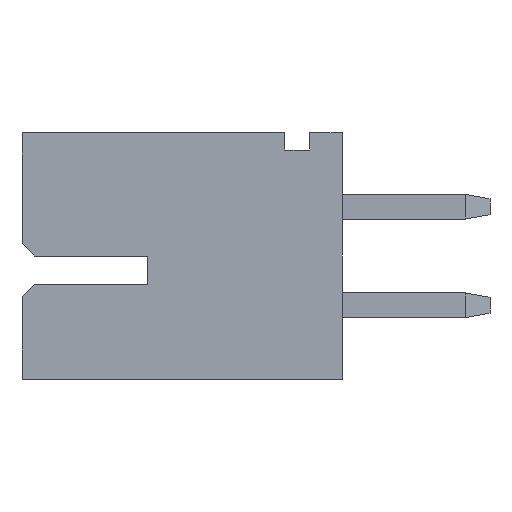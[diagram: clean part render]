
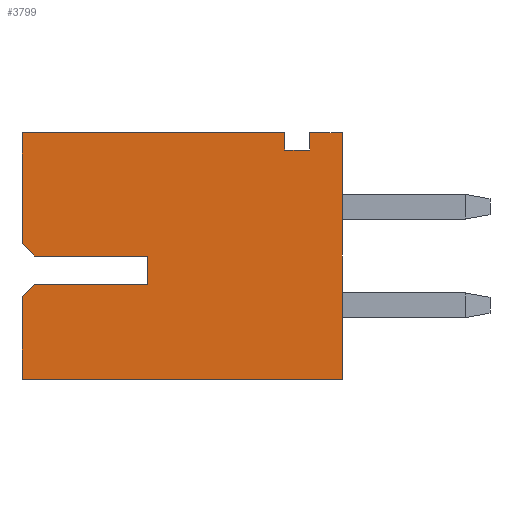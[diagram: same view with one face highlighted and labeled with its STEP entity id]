
A CAD part, left-side view. The second image highlights one B-rep face of the part: STEP entity #3799.
In plain terms, the highlighted planar face has unit normal (-1, 0, 0).
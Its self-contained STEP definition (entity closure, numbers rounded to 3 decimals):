
#21 = EDGE_CURVE ( 'NONE', #2072, #843, #1377, .T. ) ;
#57 = CARTESIAN_POINT ( 'NONE',  ( -2.95, 6.5, 2.5 ) ) ;
#129 = ORIENTED_EDGE ( 'NONE', *, *, #582, .T. ) ;
#175 = CARTESIAN_POINT ( 'NONE',  ( -2.95, 6.25, -0.577 ) ) ;
#215 = ORIENTED_EDGE ( 'NONE', *, *, #21, .T. ) ;
#224 = CARTESIAN_POINT ( 'NONE',  ( -2.95, 0.661, 2.5 ) ) ;
#235 = VECTOR ( 'NONE', #873, 1000. ) ;
#240 = DIRECTION ( 'NONE',  ( 0., 0., 1. ) ) ;
#246 = LINE ( 'NONE', #1143, #2822 ) ;
#265 = VECTOR ( 'NONE', #2782, 1000. ) ;
#370 = DIRECTION ( 'NONE',  ( 0., 0., -1. ) ) ;
#402 = DIRECTION ( 'NONE',  ( 0., -0.707, -0.707 ) ) ;
#429 = DIRECTION ( 'NONE',  ( 0., 1., 0. ) ) ;
#482 = VECTOR ( 'NONE', #370, 1000. ) ;
#508 = DIRECTION ( 'NONE',  ( 0., 0.707, -0.707 ) ) ;
#516 = CARTESIAN_POINT ( 'NONE',  ( -2.95, 0., -2.5 ) ) ;
#578 = CARTESIAN_POINT ( 'NONE',  ( -2.95, 6.5, -2.5 ) ) ;
#582 = EDGE_CURVE ( 'NONE', #1421, #2584, #2602, .T. ) ;
#661 = CARTESIAN_POINT ( 'NONE',  ( -2.95, 1.168, 2.5 ) ) ;
#808 = CARTESIAN_POINT ( 'NONE',  ( -2.95, 6.5, -2.5 ) ) ;
#823 = VERTEX_POINT ( 'NONE', #2664 ) ;
#843 = VERTEX_POINT ( 'NONE', #2671 ) ;
#856 = VECTOR ( 'NONE', #1553, 1000. ) ;
#873 = DIRECTION ( 'NONE',  ( 0., -1., 0. ) ) ;
#885 = VECTOR ( 'NONE', #2026, 1000. ) ;
#1071 = ORIENTED_EDGE ( 'NONE', *, *, #3230, .T. ) ;
#1107 = CARTESIAN_POINT ( 'NONE',  ( -2.95, 3.949, 0. ) ) ;
#1129 = VECTOR ( 'NONE', #1719, 1000. ) ;
#1143 = CARTESIAN_POINT ( 'NONE',  ( -2.95, 9.092, -0.577 ) ) ;
#1152 = CARTESIAN_POINT ( 'NONE',  ( -2.95, 3.949, -0.577 ) ) ;
#1200 = CARTESIAN_POINT ( 'NONE',  ( -2.95, 0., 2.5 ) ) ;
#1235 = EDGE_CURVE ( 'NONE', #2937, #2072, #246, .T. ) ;
#1310 = VECTOR ( 'NONE', #240, 1000. ) ;
#1334 = VERTEX_POINT ( 'NONE', #1771 ) ;
#1377 = LINE ( 'NONE', #175, #2277 ) ;
#1387 = CARTESIAN_POINT ( 'NONE',  ( -2.95, 1.168, 2.711 ) ) ;
#1405 = CARTESIAN_POINT ( 'NONE',  ( -2.95, 6.5, 0.25 ) ) ;
#1409 = CARTESIAN_POINT ( 'NONE',  ( -2.95, 6.25, 0. ) ) ;
#1421 = VERTEX_POINT ( 'NONE', #1405 ) ;
#1456 = EDGE_CURVE ( 'NONE', #4312, #3870, #2402, .T. ) ;
#1528 = ORIENTED_EDGE ( 'NONE', *, *, #2618, .T. ) ;
#1553 = DIRECTION ( 'NONE',  ( 0., 0., -1. ) ) ;
#1609 = VECTOR ( 'NONE', #402, 1000. ) ;
#1664 = CARTESIAN_POINT ( 'NONE',  ( -2.95, 9.092, 0. ) ) ;
#1719 = DIRECTION ( 'NONE',  ( 0., 1., 0. ) ) ;
#1750 = DIRECTION ( 'NONE',  ( 0., -1., 0. ) ) ;
#1771 = CARTESIAN_POINT ( 'NONE',  ( -2.95, 6.5, 2.5 ) ) ;
#1807 = FACE_OUTER_BOUND ( 'NONE', #3533, .T. ) ;
#1832 = EDGE_CURVE ( 'NONE', #2584, #1863, #2993, .T. ) ;
#1863 = VERTEX_POINT ( 'NONE', #1107 ) ;
#1866 = DIRECTION ( 'NONE',  ( 1., 0., 0. ) ) ;
#1917 = CARTESIAN_POINT ( 'NONE',  ( -2.95, 6.5, -2.5 ) ) ;
#2010 = LINE ( 'NONE', #3946, #1129 ) ;
#2026 = DIRECTION ( 'NONE',  ( 0., 0., 1. ) ) ;
#2032 = EDGE_CURVE ( 'NONE', #4339, #843, #3441, .T. ) ;
#2046 = LINE ( 'NONE', #1387, #265 ) ;
#2072 = VERTEX_POINT ( 'NONE', #4245 ) ;
#2121 = EDGE_CURVE ( 'NONE', #1421, #1334, #2882, .T. ) ;
#2235 = CARTESIAN_POINT ( 'NONE',  ( -2.95, 0.661, 2.711 ) ) ;
#2277 = VECTOR ( 'NONE', #508, 1000. ) ;
#2395 = DIRECTION ( 'NONE',  ( 0., 0., -1. ) ) ;
#2402 = LINE ( 'NONE', #516, #4175 ) ;
#2428 = LINE ( 'NONE', #57, #3320 ) ;
#2471 = ORIENTED_EDGE ( 'NONE', *, *, #1456, .T. ) ;
#2539 = LINE ( 'NONE', #2235, #856 ) ;
#2558 = PLANE ( 'NONE',  #3526 ) ;
#2584 = VERTEX_POINT ( 'NONE', #3823 ) ;
#2602 = LINE ( 'NONE', #1409, #1609 ) ;
#2618 = EDGE_CURVE ( 'NONE', #3367, #4207, #2046, .T. ) ;
#2664 = CARTESIAN_POINT ( 'NONE',  ( -2.95, 0.661, 2.152 ) ) ;
#2668 = CARTESIAN_POINT ( 'NONE',  ( -2.95, 6.5, -2.5 ) ) ;
#2671 = CARTESIAN_POINT ( 'NONE',  ( -2.95, 6.5, -0.827 ) ) ;
#2772 = ORIENTED_EDGE ( 'NONE', *, *, #2032, .F. ) ;
#2782 = DIRECTION ( 'NONE',  ( 0., 0., 1. ) ) ;
#2792 = CARTESIAN_POINT ( 'NONE',  ( -2.95, 6.5, -2.5 ) ) ;
#2822 = VECTOR ( 'NONE', #429, 1000. ) ;
#2882 = LINE ( 'NONE', #808, #1310 ) ;
#2885 = ORIENTED_EDGE ( 'NONE', *, *, #2121, .F. ) ;
#2937 = VERTEX_POINT ( 'NONE', #1152 ) ;
#2945 = EDGE_CURVE ( 'NONE', #1334, #4207, #2428, .T. ) ;
#2993 = LINE ( 'NONE', #1664, #3089 ) ;
#3056 = EDGE_CURVE ( 'NONE', #4339, #4312, #3218, .T. ) ;
#3066 = LINE ( 'NONE', #4064, #482 ) ;
#3089 = VECTOR ( 'NONE', #1750, 1000. ) ;
#3188 = CARTESIAN_POINT ( 'NONE',  ( -2.95, 0., -2.5 ) ) ;
#3211 = ORIENTED_EDGE ( 'NONE', *, *, #3352, .T. ) ;
#3218 = LINE ( 'NONE', #1917, #4210 ) ;
#3230 = EDGE_CURVE ( 'NONE', #823, #3367, #2010, .T. ) ;
#3286 = ORIENTED_EDGE ( 'NONE', *, *, #3056, .T. ) ;
#3320 = VECTOR ( 'NONE', #4235, 1000. ) ;
#3334 = ORIENTED_EDGE ( 'NONE', *, *, #3745, .F. ) ;
#3352 = EDGE_CURVE ( 'NONE', #1863, #2937, #3066, .T. ) ;
#3367 = VERTEX_POINT ( 'NONE', #4137 ) ;
#3441 = LINE ( 'NONE', #578, #885 ) ;
#3501 = EDGE_CURVE ( 'NONE', #3763, #823, #2539, .T. ) ;
#3526 = AXIS2_PLACEMENT_3D ( 'NONE', #2792, #1866, #2395 ) ;
#3533 = EDGE_LOOP ( 'NONE', ( #3560, #215, #2772, #3286, #2471, #3334, #4206, #1071, #1528, #4014, #2885, #129, #3717, #3211 ) ) ;
#3560 = ORIENTED_EDGE ( 'NONE', *, *, #1235, .T. ) ;
#3717 = ORIENTED_EDGE ( 'NONE', *, *, #1832, .T. ) ;
#3745 = EDGE_CURVE ( 'NONE', #3763, #3870, #3780, .T. ) ;
#3763 = VERTEX_POINT ( 'NONE', #224 ) ;
#3780 = LINE ( 'NONE', #4172, #235 ) ;
#3799 = ADVANCED_FACE ( 'NONE', ( #1807 ), #2558, .F. ) ;
#3823 = CARTESIAN_POINT ( 'NONE',  ( -2.95, 6.25, 0. ) ) ;
#3870 = VERTEX_POINT ( 'NONE', #1200 ) ;
#3946 = CARTESIAN_POINT ( 'NONE',  ( -2.95, 1.168, 2.152 ) ) ;
#4014 = ORIENTED_EDGE ( 'NONE', *, *, #2945, .F. ) ;
#4064 = CARTESIAN_POINT ( 'NONE',  ( -2.95, 3.949, 0. ) ) ;
#4137 = CARTESIAN_POINT ( 'NONE',  ( -2.95, 1.168, 2.152 ) ) ;
#4172 = CARTESIAN_POINT ( 'NONE',  ( -2.95, 6.5, 2.5 ) ) ;
#4175 = VECTOR ( 'NONE', #4288, 1000. ) ;
#4206 = ORIENTED_EDGE ( 'NONE', *, *, #3501, .T. ) ;
#4207 = VERTEX_POINT ( 'NONE', #661 ) ;
#4210 = VECTOR ( 'NONE', #4364, 1000. ) ;
#4235 = DIRECTION ( 'NONE',  ( 0., -1., 0. ) ) ;
#4245 = CARTESIAN_POINT ( 'NONE',  ( -2.95, 6.25, -0.577 ) ) ;
#4288 = DIRECTION ( 'NONE',  ( 0., 0., 1. ) ) ;
#4312 = VERTEX_POINT ( 'NONE', #3188 ) ;
#4339 = VERTEX_POINT ( 'NONE', #2668 ) ;
#4364 = DIRECTION ( 'NONE',  ( 0., -1., 0. ) ) ;
